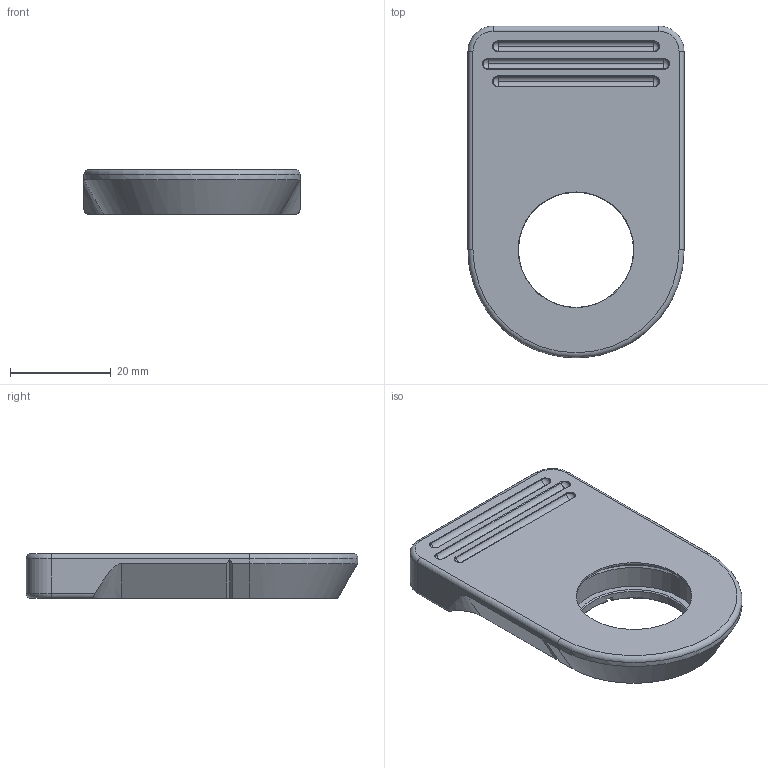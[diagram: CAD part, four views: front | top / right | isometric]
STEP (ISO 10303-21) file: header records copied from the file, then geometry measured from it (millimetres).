
FILE_DESCRIPTION (( 'STEP AP214' ), '1' );
FILE_NAME ('22.03.04_2P-DAF_Filter Holder Insert WEB.STEP', '2022-03-04T16:32:50', ( '' ), ( '' ), 'SwSTEP 2.0', 'SolidWorks 2019', '' );
FILE_SCHEMA (( 'AUTOMOTIVE_DESIGN' ));
Length unit declared in the file: millimetre
Products named in the file (1): 22.03.04_2P-DAF_Filter Holder Insert WEB
Bounding box: 43 x 66 x 8.9 mm (x, y, z)
Volume: 16923 mm3; surface area: 7139.5 mm2
Topology: 2 solids, 2 shells, 572 faces, 1571 edges, 1034 vertices
Faces by surface type: plane 472, bspline 30, cylinder 27, cone 24, sphere 12, torus 7
Full cylindrical faces by diameter (mm): 22.911 x1, 23 x1, 25.5 x1, 25.956 x1, 26.289 x1, 26.5 x1
Entity records: 25471 total; most frequent: CARTESIAN_POINT 4874, ORIENTED_EDGE 3108, DIRECTION 2638, EDGE_CURVE 1554, VECTOR 1358, LINE 1358, VERTEX_POINT 1030, AXIS2_PLACEMENT_3D 640
